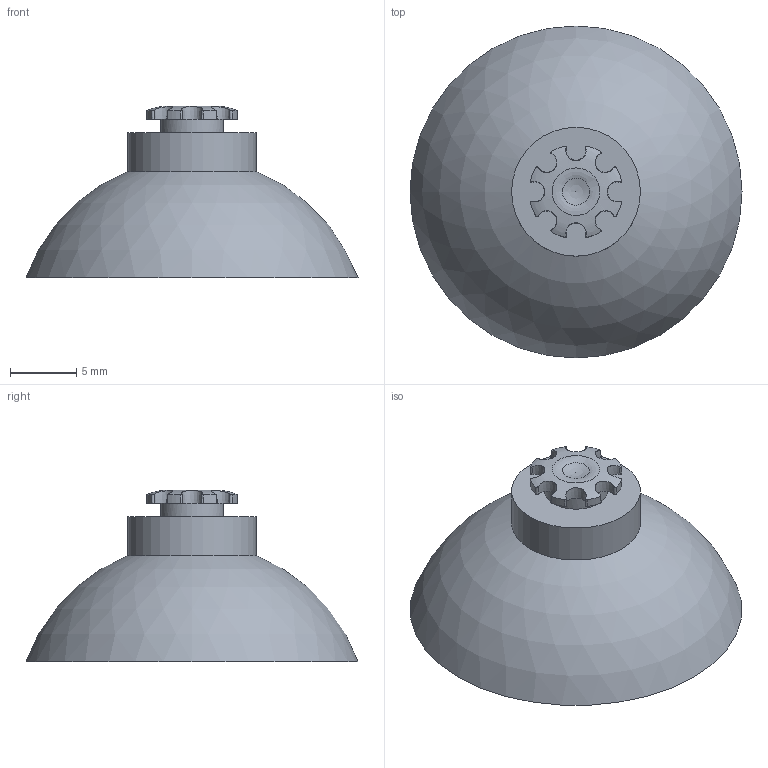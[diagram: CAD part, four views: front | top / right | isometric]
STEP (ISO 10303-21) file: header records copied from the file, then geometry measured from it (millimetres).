
FILE_DESCRIPTION(/* description */ (''),/* implementation_level */ '2;1');
FILE_NAME(/* name */ 'Sub_Rubber.step',/* time_stamp */ '2024-09-03T23:35:15-07:00',/* author */ (''),/* organization */ (''),/* preprocessor_version */ 'ST-DEVELOPER v20',/* originating_system */ 'Autodesk Translation Framework v13.14.0.145',/* authorisation */ '');
FILE_SCHEMA (('AUTOMOTIVE_DESIGN { 1 0 10303 214 3 1 1 }'));
Length unit declared in the file: millimetre
Products named in the file (1): SubStickFull
Bounding box: 25 x 25 x 12.94 mm (x, y, z)
Volume: 999.7 mm3; surface area: 1846.3 mm2
Topology: 1 solids, 1 shells, 98 faces, 257 edges, 164 vertices
Faces by surface type: plane 29, bspline 26, cone 23, cylinder 12, torus 5, sphere 3
Full cylindrical faces by diameter (mm): 4.75 x1, 9.7 x1
Entity records: 5843 total; most frequent: CARTESIAN_POINT 3640, ORIENTED_EDGE 512, DIRECTION 379, EDGE_CURVE 256, AXIS2_PLACEMENT_3D 179, VERTEX_POINT 164, B_SPLINE_CURVE_WITH_KNOTS 129, EDGE_LOOP 102
